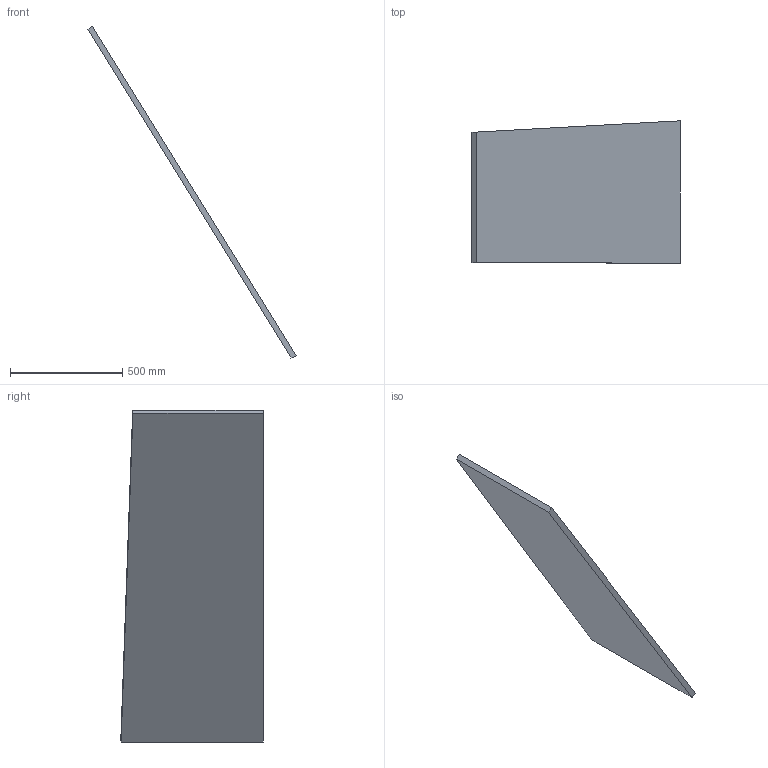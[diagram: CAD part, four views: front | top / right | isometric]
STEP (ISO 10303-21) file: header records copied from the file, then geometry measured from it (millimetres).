
FILE_DESCRIPTION(('FreeCAD Model'),'2;1');
FILE_NAME('detailed_HCPB/step/back_helium_2_sample_envelope_1.step', '2018-02-02T08:49:30',('FreeCAD'),('FreeCAD'), 'Open CASCADE STEP processor 7.1','FreeCAD','Unknown');
FILE_SCHEMA(('AUTOMOTIVE_DESIGN_CC2 { 1 2 10303 214 -1 1 5 4 }'));
Length unit declared in the file: millimetre
Products named in the file (1): Open CASCADE STEP translator 7.1 1
Bounding box: 927 x 634.14 x 1478.63 mm (x, y, z)
Volume: 26147842.5 mm3; surface area: 2208551.4 mm2
Topology: 1 solids, 1 shells, 6 faces, 12 edges, 8 vertices
Faces by surface type: plane 6
Entity records: 298 total; most frequent: CARTESIAN_POINT 75, DIRECTION 26, ORIENTED_EDGE 24, PCURVE 24, DEFINITIONAL_REPRESENTATION 24, B_SPLINE_CURVE_WITH_KNOTS 24, EDGE_CURVE 12, SURFACE_CURVE 12
